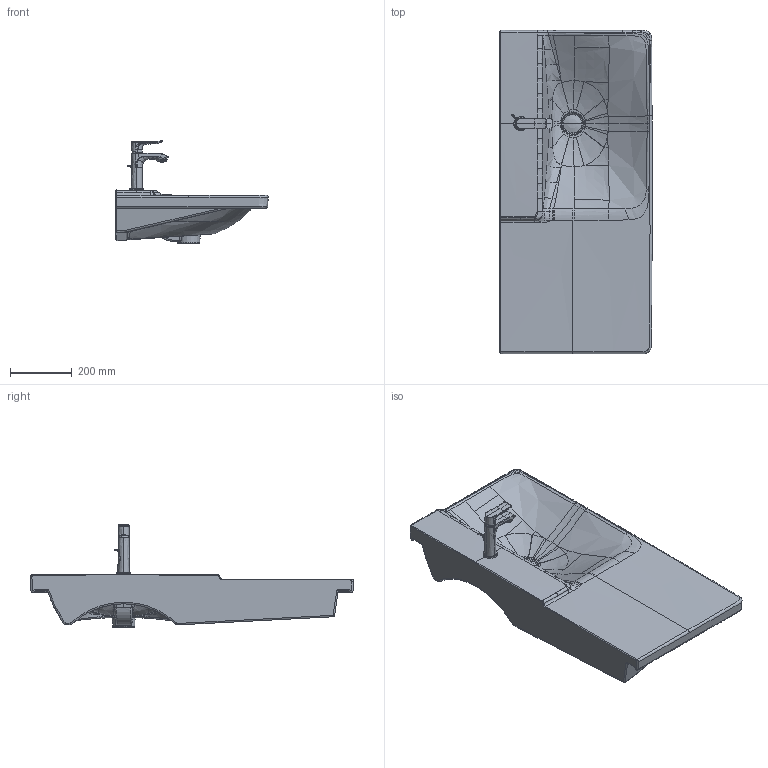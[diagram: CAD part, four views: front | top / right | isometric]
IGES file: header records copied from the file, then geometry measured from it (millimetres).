
Global section: file name: No Iges File Name specified; native system: Autodesk Inventor 2011; preprocessor: AutoDesk Inventor Iges Exporter R2011; author: Administrator; date: 20150714.161638; units: millimetre
Bounding box: 494.86 x 1050.07 x 334.47 mm (x, y, z)
Volume: 19376805.4 mm3; surface area: 1599776.7 mm2
Topology: 11 solids, 11 shells, 1646 faces, 4638 edges, 3003 vertices
Faces by surface type: bspline 637, plane 517, cylinder 286, revolution 104, cone 55, torus 46, sphere 1
